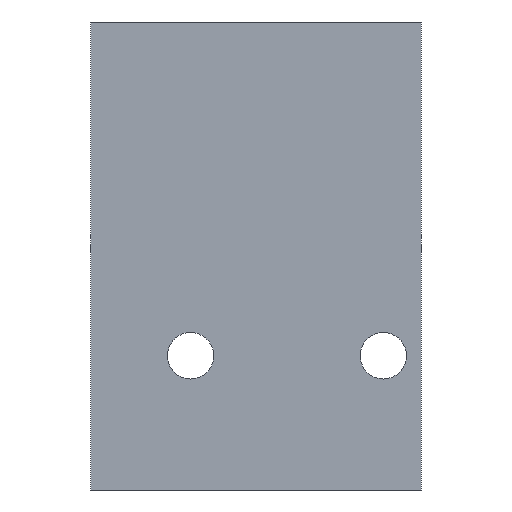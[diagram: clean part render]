
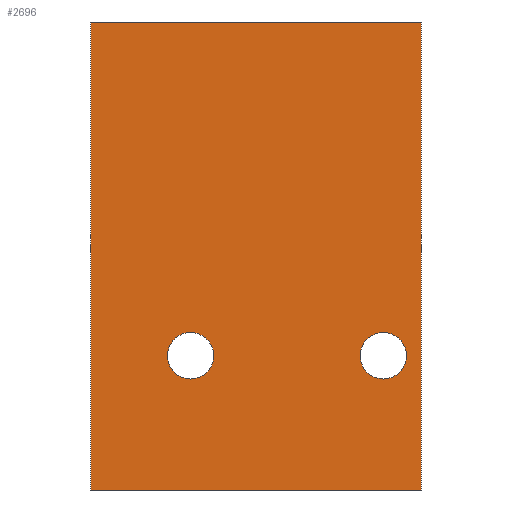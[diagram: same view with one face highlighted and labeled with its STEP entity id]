
A CAD part, front view. The second image highlights one B-rep face of the part: STEP entity #2696.
In plain terms, the highlighted planar face has unit normal (0, -1, 0).
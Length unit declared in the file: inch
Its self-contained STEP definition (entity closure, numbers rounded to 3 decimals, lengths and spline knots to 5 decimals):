
#5=DIRECTION('',(1.,0.,0.));
#6=VECTOR('',#5,3.);
#7=CARTESIAN_POINT('',(0.,-1.438,0.));
#8=LINE('',#7,#6);
#75=DIRECTION('',(0.,0.,1.));
#76=VECTOR('',#75,4.25);
#77=CARTESIAN_POINT('',(3.,-1.438,0.));
#78=LINE('',#77,#76);
#79=DIRECTION('',(0.,0.,1.));
#80=VECTOR('',#79,4.25);
#81=CARTESIAN_POINT('',(0.,-1.438,0.));
#82=LINE('',#81,#80);
#83=CARTESIAN_POINT('',(0.906,-1.438,1.219));
#84=DIRECTION('',(0.,-1.,0.));
#85=DIRECTION('',(-1.,0.,0.));
#86=AXIS2_PLACEMENT_3D('',#83,#84,#85);
#88=CARTESIAN_POINT('',(0.906,-1.438,1.219));
#89=DIRECTION('',(0.,-1.,0.));
#90=DIRECTION('',(1.,0.,0.));
#91=AXIS2_PLACEMENT_3D('',#88,#89,#90);
#93=CARTESIAN_POINT('',(2.656,-1.438,1.219));
#94=DIRECTION('',(0.,-1.,0.));
#95=DIRECTION('',(-1.,0.,0.));
#96=AXIS2_PLACEMENT_3D('',#93,#94,#95);
#98=CARTESIAN_POINT('',(2.656,-1.438,1.219));
#99=DIRECTION('',(0.,-1.,0.));
#100=DIRECTION('',(1.,0.,0.));
#101=AXIS2_PLACEMENT_3D('',#98,#99,#100);
#115=DIRECTION('',(1.,0.,0.));
#116=VECTOR('',#115,3.);
#117=CARTESIAN_POINT('',(0.,-1.438,4.25));
#118=LINE('',#117,#116);
#2357=CARTESIAN_POINT('',(0.,-1.438,0.));
#2359=VERTEX_POINT('',#2357);
#2360=CARTESIAN_POINT('',(3.,-1.438,0.));
#2361=VERTEX_POINT('',#2360);
#2365=CARTESIAN_POINT('',(0.,-1.438,4.25));
#2367=VERTEX_POINT('',#2365);
#2368=CARTESIAN_POINT('',(3.,-1.438,4.25));
#2369=VERTEX_POINT('',#2368);
#2491=CARTESIAN_POINT('',(0.695,-1.438,
1.219));
#2492=CARTESIAN_POINT('',(1.117,-1.438,1.219));
#2493=VERTEX_POINT('',#2491);
#2494=VERTEX_POINT('',#2492);
#2499=CARTESIAN_POINT('',(2.445,-1.438,1.219));
#2500=CARTESIAN_POINT('',(2.867,-1.438,1.219));
#2501=VERTEX_POINT('',#2499);
#2502=VERTEX_POINT('',#2500);
#2672=CARTESIAN_POINT('',(0.,-1.438,0.));
#2673=DIRECTION('',(0.,-1.,0.));
#2674=DIRECTION('',(1.,0.,0.));
#2675=AXIS2_PLACEMENT_3D('',#2672,#2673,#2674);
#2676=PLANE('',#2675);
#2677=ORIENTED_EDGE('',*,*,#2590,.F.);
#2678=ORIENTED_EDGE('',*,*,#2621,.T.);
#2680=ORIENTED_EDGE('',*,*,#2679,.T.);
#2681=ORIENTED_EDGE('',*,*,#2664,.F.);
#2682=EDGE_LOOP('',(#2677,#2678,#2680,#2681));
#2683=FACE_OUTER_BOUND('',#2682,.F.);
#2685=ORIENTED_EDGE('',*,*,#2684,.T.);
#2687=ORIENTED_EDGE('',*,*,#2686,.T.);
#2688=EDGE_LOOP('',(#2685,#2687));
#2689=FACE_BOUND('',#2688,.F.);
#2691=ORIENTED_EDGE('',*,*,#2690,.T.);
#2693=ORIENTED_EDGE('',*,*,#2692,.T.);
#2694=EDGE_LOOP('',(#2691,#2693));
#2695=FACE_BOUND('',#2694,.F.);
#2696=ADVANCED_FACE('',(#2683,#2689,#2695),#2676,.T.);
#87=CIRCLE('',#86,0.211);
#92=CIRCLE('',#91,0.211);
#97=CIRCLE('',#96,0.211);
#102=CIRCLE('',#101,0.211);
#2590=EDGE_CURVE('',#2359,#2361,#8,.T.);
#2621=EDGE_CURVE('',#2359,#2367,#82,.T.);
#2664=EDGE_CURVE('',#2361,#2369,#78,.T.);
#2679=EDGE_CURVE('',#2367,#2369,#118,.T.);
#2684=EDGE_CURVE('',#2493,#2494,#87,.T.);
#2686=EDGE_CURVE('',#2494,#2493,#92,.T.);
#2690=EDGE_CURVE('',#2501,#2502,#97,.T.);
#2692=EDGE_CURVE('',#2502,#2501,#102,.T.);
